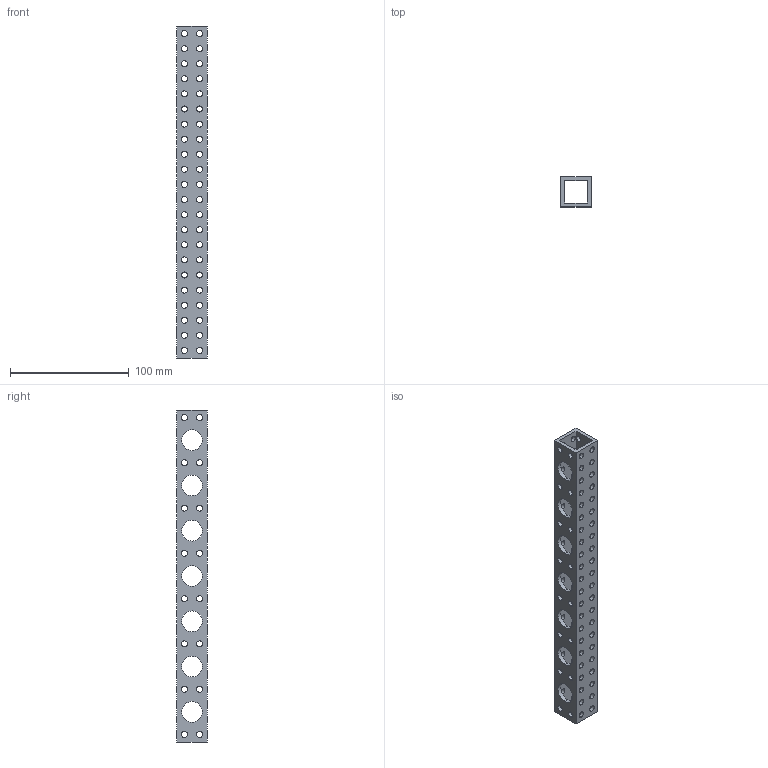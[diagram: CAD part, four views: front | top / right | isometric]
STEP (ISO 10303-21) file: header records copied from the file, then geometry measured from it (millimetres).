
FILE_DESCRIPTION (( 'STEP AP214' ), '1' );
FILE_NAME ('am-5002-1100 Robits 1.0x1.0x11.0 Tube.STEP', '2024-03-11T18:16:11', ( '' ), ( '' ), 'SwSTEP 2.0', 'SolidWorks 2024', '' );
FILE_SCHEMA (( 'AUTOMOTIVE_DESIGN' ));
Length unit declared in the file: inch
Products named in the file (1): am-5002-1100 Robits 1.0x1.0x11.0 Tube
Bounding box: 25.4 x 25.4 x 279.4 mm (x, y, z)
Volume: 60417.4 mm3; surface area: 47172.1 mm2
Topology: 1 solids, 1 shells, 278 faces, 828 edges, 552 vertices
Faces by surface type: cylinder 268, plane 10
Entity records: 10235 total; most frequent: DIRECTION 1922, CARTESIAN_POINT 1659, ORIENTED_EDGE 1656, EDGE_CURVE 828, AXIS2_PLACEMENT_3D 815, VERTEX_POINT 552, EDGE_LOOP 548, CIRCLE 536
